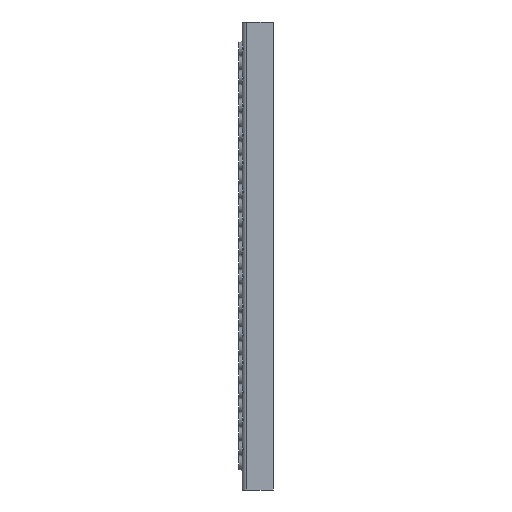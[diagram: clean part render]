
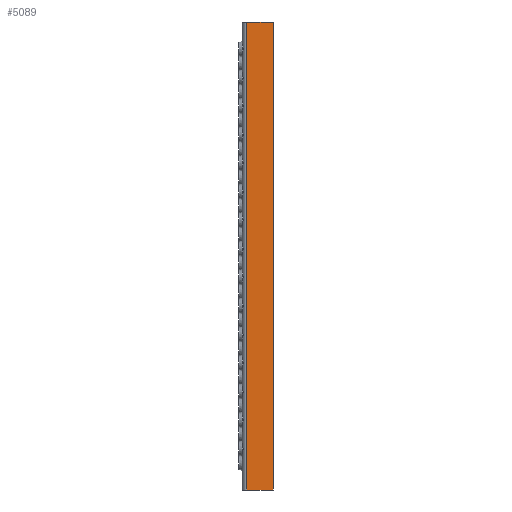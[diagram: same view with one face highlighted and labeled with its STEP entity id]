
A CAD part, left-side view. The second image highlights one B-rep face of the part: STEP entity #5089.
In plain terms, the highlighted planar face has unit normal (-1, 0, 0).
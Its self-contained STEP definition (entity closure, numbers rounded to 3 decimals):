
#4614 = VERTEX_POINT ( 'NONE', #11502 ) ;
#4624 = VERTEX_POINT ( 'NONE', #11593 ) ;
#4687 = EDGE_CURVE ( 'NONE', #4614, #4624, #6044, .T. ) ;
#5024 = VERTEX_POINT ( 'NONE', #13314 ) ;
#5072 = EDGE_CURVE ( 'NONE', #5024, #4624, #13370, .T. ) ;
#5083 = ORIENTED_EDGE ( 'NONE', *, *, #4687, .T. ) ;
#5087 = EDGE_CURVE ( 'NONE', #5090, #5024, #13457, .T. ) ;
#5089 = ADVANCED_FACE ( 'NONE', ( #13402 ), #13453, .T. ) ;
#5090 = VERTEX_POINT ( 'NONE', #13450 ) ;
#5096 = EDGE_LOOP ( 'NONE', ( #5150, #5145, #5100, #5083 ) ) ;
#5100 = ORIENTED_EDGE ( 'NONE', *, *, #5146, .T. ) ;
#5145 = ORIENTED_EDGE ( 'NONE', *, *, #5087, .F. ) ;
#5146 = EDGE_CURVE ( 'NONE', #5090, #4614, #13553, .T. ) ;
#5150 = ORIENTED_EDGE ( 'NONE', *, *, #5072, .F. ) ;
#5997 = CARTESIAN_POINT ( 'NONE',  ( -15., 26., 410. ) ) ;
#6042 = DIRECTION ( 'NONE',  ( 0., 0., -1. ) ) ;
#6043 = VECTOR ( 'NONE', #6042, 1000. ) ;
#6044 = LINE ( 'NONE', #5997, #6043 ) ;
#11502 = CARTESIAN_POINT ( 'NONE',  ( -15., 26., 410. ) ) ;
#11593 = CARTESIAN_POINT ( 'NONE',  ( -15., 26., 0. ) ) ;
#13314 = CARTESIAN_POINT ( 'NONE',  ( -15., 3., 0. ) ) ;
#13369 = CARTESIAN_POINT ( 'NONE',  ( -15., 3., 0. ) ) ;
#13370 = LINE ( 'NONE', #13369, #13428 ) ;
#13402 = FACE_OUTER_BOUND ( 'NONE', #5096, .T. ) ;
#13410 = AXIS2_PLACEMENT_3D ( 'NONE', #13411, #13417, #13448 ) ;
#13411 = CARTESIAN_POINT ( 'NONE',  ( -15., 3., 410. ) ) ;
#13417 = DIRECTION ( 'NONE',  ( -1., 0., 0. ) ) ;
#13427 = DIRECTION ( 'NONE',  ( 0., 1., 0. ) ) ;
#13428 = VECTOR ( 'NONE', #13427, 1000. ) ;
#13448 = DIRECTION ( 'NONE',  ( 0., 0., 1. ) ) ;
#13450 = CARTESIAN_POINT ( 'NONE',  ( -15., 3., 410. ) ) ;
#13453 = PLANE ( 'NONE',  #13410 ) ;
#13454 = DIRECTION ( 'NONE',  ( 0., 0., -1. ) ) ;
#13455 = VECTOR ( 'NONE', #13454, 1000. ) ;
#13456 = CARTESIAN_POINT ( 'NONE',  ( -15., 3., 410. ) ) ;
#13457 = LINE ( 'NONE', #13456, #13455 ) ;
#13553 = LINE ( 'NONE', #13561, #13583 ) ;
#13561 = CARTESIAN_POINT ( 'NONE',  ( -15., 3., 410. ) ) ;
#13582 = DIRECTION ( 'NONE',  ( 0., 1., 0. ) ) ;
#13583 = VECTOR ( 'NONE', #13582, 1000. ) ;
